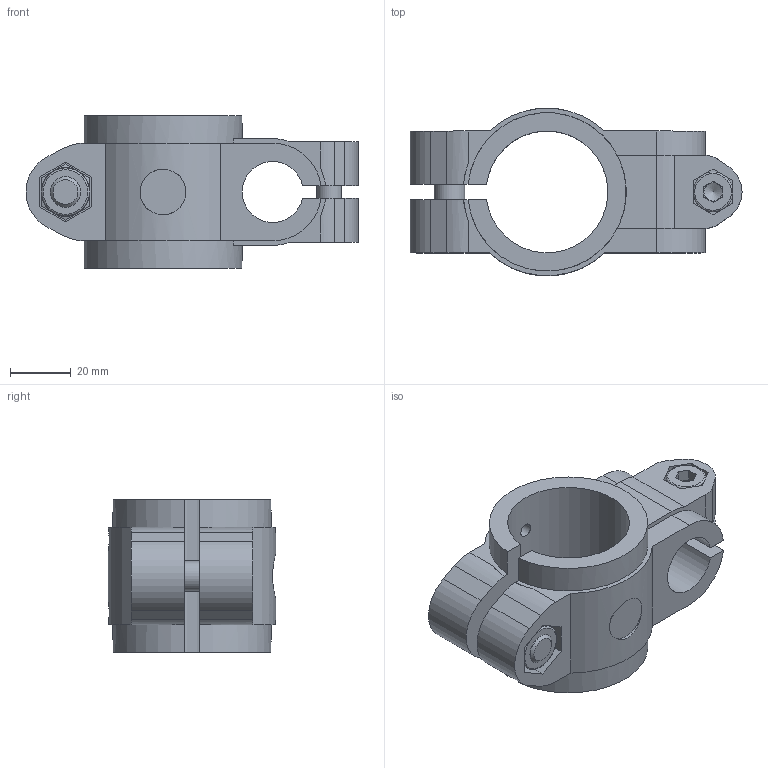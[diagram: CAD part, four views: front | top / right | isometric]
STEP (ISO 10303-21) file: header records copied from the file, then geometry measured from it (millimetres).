
FILE_DESCRIPTION( ( 'STEP AP214' ), '1' );
FILE_NAME( 'K0496.4020.stp', '2020-12-08T10:35:55', ( '' ), ( '' ), ' ', 'PARTsolutions', ' ' );
FILE_SCHEMA( ( 'AUTOMOTIVE_DESIGN { 1 0 10303 214 1 1 1 1 }' ) );
Length unit declared in the file: millimetre
Products named in the file (6): K0496.4020; _K0496.4020_kreuzklemmfuehrungen; _K0869.10X30; _din_985_M 10; _K0869.08X25; _din_985_M 8
Assembly tree (5 placements, depth 2):
  K0496.4020
    _K0496.4020_kreuzklemmfuehrungen
    _K0869.10X30
    _din_985_M 10
    _K0869.08X25
    _din_985_M 8
Bounding box: 108.95 x 55 x 50 mm (x, y, z)
Volume: 92914.3 mm3; surface area: 34667.4 mm2
Topology: 5 solids, 5 shells, 201 faces, 488 edges, 310 vertices
Faces by surface type: plane 111, cylinder 52, cone 32, torus 6
Full cylindrical faces by diameter (mm): 4.5 x2, 6.247 x1, 6.647 x1, 7.976 x1, 7.98 x2, 8 x1, 8.376 x1, 8.5 x2, 10 x1, 10.5 x2, 12.6 x1, 13 x1, 15.6 x1, 16 x1
Entity records: 7768 total; most frequent: CARTESIAN_POINT 1483, DIRECTION 944, ORIENTED_EDGE 900, EDGE_CURVE 450, AXIS2_PLACEMENT_3D 349, VERTEX_POINT 306, EDGE_LOOP 262, LINE 246
